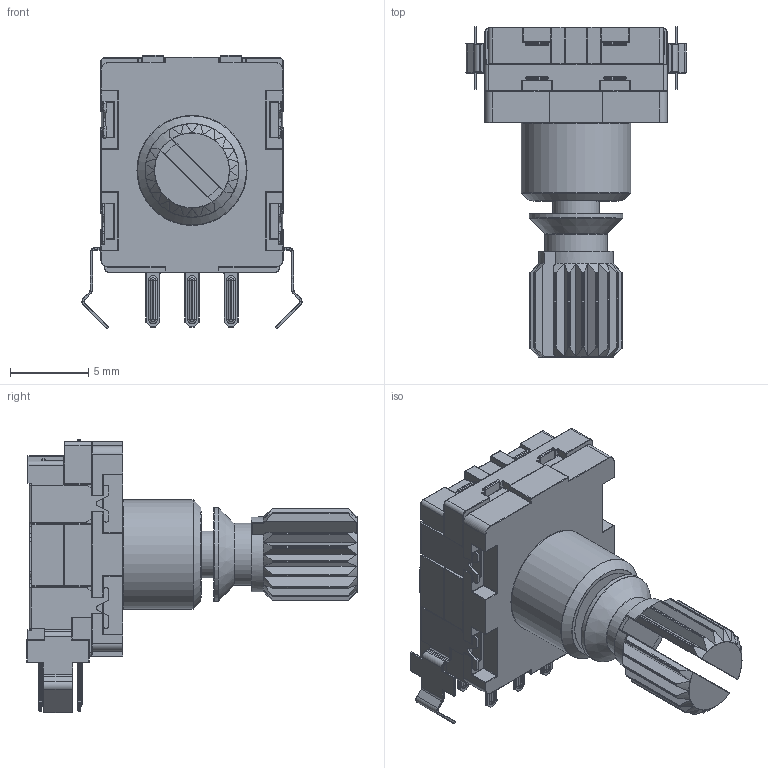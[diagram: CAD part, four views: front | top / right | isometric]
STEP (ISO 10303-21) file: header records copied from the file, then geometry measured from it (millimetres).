
FILE_DESCRIPTION(/* description */ (''),/* implementation_level */ '2;1');
FILE_NAME(/* name */ 'Rotary Encoder with Switch, Model EN11-VSB (TT Electronics).stp',/* time_stamp */ '2019-11-29T12:57:23+01:00',/* author */ ('Bernd das Brot'),/* organization */ (''),/* preprocessor_version */ 'ST-DEVELOPER v18',/* originating_system */ 'Autodesk Inventor 2020',/* authorisation */ '');
FILE_SCHEMA (('AUTOMOTIVE_DESIGN { 1 0 10303 214 3 1 1 }'));
Length unit declared in the file: millimetre
Products named in the file (1): Rotary Encoder with Switch, Model EN11-VSB (TT Electronics)
Bounding box: 14.1 x 21.15 x 17.5 mm (x, y, z)
Volume: 1241.5 mm3; surface area: 2451.8 mm2
Topology: 8 solids, 8 shells, 2117 faces, 4928 edges, 2809 vertices
Faces by surface type: cylinder 949, plane 515, sphere 240, torus 240, bspline 135, cone 38
Full cylindrical faces by diameter (mm): 3 x1, 3.006 x1, 3.975 x1, 5.5 x1, 6 x1, 7 x1
Entity records: 64470 total; most frequent: CARTESIAN_POINT 14374, DIRECTION 10637, ORIENTED_EDGE 9766, EDGE_CURVE 4883, AXIS2_PLACEMENT_3D 4147, VERTEX_POINT 2809, LINE 2343, VECTOR 2343
